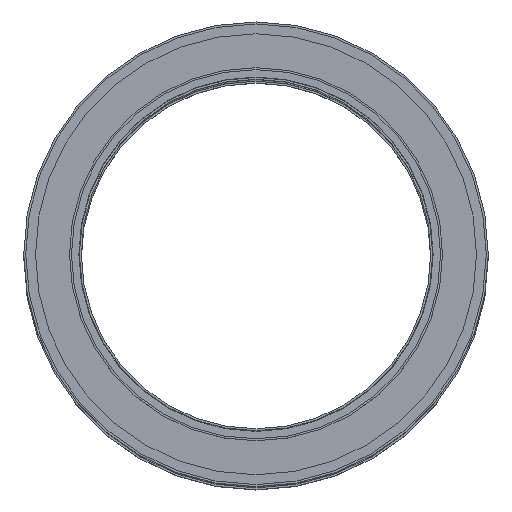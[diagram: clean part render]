
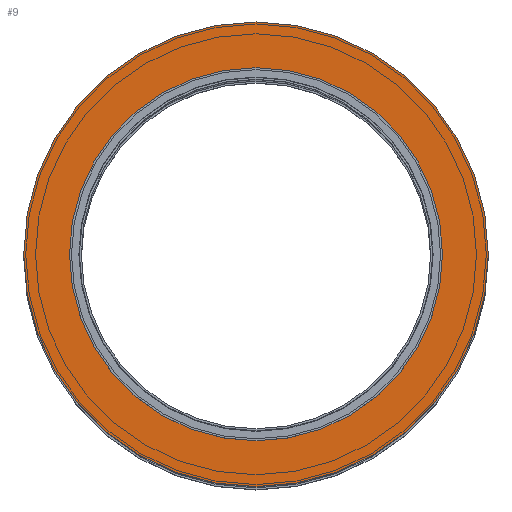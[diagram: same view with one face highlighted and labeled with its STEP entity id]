
A CAD part, top view. The second image highlights one B-rep face of the part: STEP entity #9.
In plain terms, the highlighted planar face has unit normal (0, 0, 1).
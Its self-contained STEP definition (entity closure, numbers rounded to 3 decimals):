
#1 = ORIENTED_EDGE ( 'NONE', *, *, #71, .F. ) ;
#2 = EDGE_LOOP ( 'NONE', ( #1, #1345 ) ) ;
#3 = ORIENTED_EDGE ( 'NONE', *, *, #66, .T. ) ;
#4 = EDGE_LOOP ( 'NONE', ( #3, #7 ) ) ;
#7 = ORIENTED_EDGE ( 'NONE', *, *, #8, .T. ) ;
#8 = EDGE_CURVE ( 'NONE', #54, #67, #442, .T. ) ;
#9 = ADVANCED_FACE ( 'NONE', ( #437, #436 ), #435, .T. ) ;
#54 = VERTEX_POINT ( 'NONE', #530 ) ;
#66 = EDGE_CURVE ( 'NONE', #67, #54, #562, .T. ) ;
#67 = VERTEX_POINT ( 'NONE', #557 ) ;
#71 = EDGE_CURVE ( 'NONE', #72, #73, #614, .T. ) ;
#72 = VERTEX_POINT ( 'NONE', #609 ) ;
#73 = VERTEX_POINT ( 'NONE', #608 ) ;
#430 = DIRECTION ( 'NONE',  ( 1., 0., 0. ) ) ;
#431 = DIRECTION ( 'NONE',  ( 0., 0., 1. ) ) ;
#432 = AXIS2_PLACEMENT_3D ( 'NONE', #434, #431, #430 ) ;
#434 = CARTESIAN_POINT ( 'NONE',  ( 0., 94.75, 500. ) ) ;
#435 = PLANE ( 'NONE',  #432 ) ;
#436 = FACE_BOUND ( 'NONE', #2, .T. ) ;
#437 = FACE_OUTER_BOUND ( 'NONE', #4, .T. ) ;
#438 = DIRECTION ( 'NONE',  ( 1., 0., 0. ) ) ;
#439 = DIRECTION ( 'NONE',  ( 0., 0., 1. ) ) ;
#440 = CARTESIAN_POINT ( 'NONE',  ( 0., 0., 500. ) ) ;
#441 = AXIS2_PLACEMENT_3D ( 'NONE', #440, #439, #438 ) ;
#442 = CIRCLE ( 'NONE', #441, 118. ) ;
#530 = CARTESIAN_POINT ( 'NONE',  ( -118., 0., 500. ) ) ;
#557 = CARTESIAN_POINT ( 'NONE',  ( 118., 0., 500. ) ) ;
#558 = DIRECTION ( 'NONE',  ( 1., 0., 0. ) ) ;
#559 = DIRECTION ( 'NONE',  ( 0., 0., 1. ) ) ;
#560 = CARTESIAN_POINT ( 'NONE',  ( 0., 0., 500. ) ) ;
#561 = AXIS2_PLACEMENT_3D ( 'NONE', #560, #559, #558 ) ;
#562 = CIRCLE ( 'NONE', #561, 118. ) ;
#608 = CARTESIAN_POINT ( 'NONE',  ( -94.75, 0., 500. ) ) ;
#609 = CARTESIAN_POINT ( 'NONE',  ( 94.75, 0., 500. ) ) ;
#610 = DIRECTION ( 'NONE',  ( 1., 0., 0. ) ) ;
#611 = DIRECTION ( 'NONE',  ( 0., 0., 1. ) ) ;
#612 = CARTESIAN_POINT ( 'NONE',  ( 0., 0., 500. ) ) ;
#613 = AXIS2_PLACEMENT_3D ( 'NONE', #612, #611, #610 ) ;
#614 = CIRCLE ( 'NONE', #613, 94.75 ) ;
#1249 = DIRECTION ( 'NONE',  ( 1., 0., 0. ) ) ;
#1250 = DIRECTION ( 'NONE',  ( 0., 0., 1. ) ) ;
#1251 = CARTESIAN_POINT ( 'NONE',  ( 0., 0., 500. ) ) ;
#1252 = AXIS2_PLACEMENT_3D ( 'NONE', #1251, #1250, #1249 ) ;
#1253 = CIRCLE ( 'NONE', #1252, 94.75 ) ;
#1330 = EDGE_CURVE ( 'NONE', #73, #72, #1253, .T. ) ;
#1345 = ORIENTED_EDGE ( 'NONE', *, *, #1330, .F. ) ;
